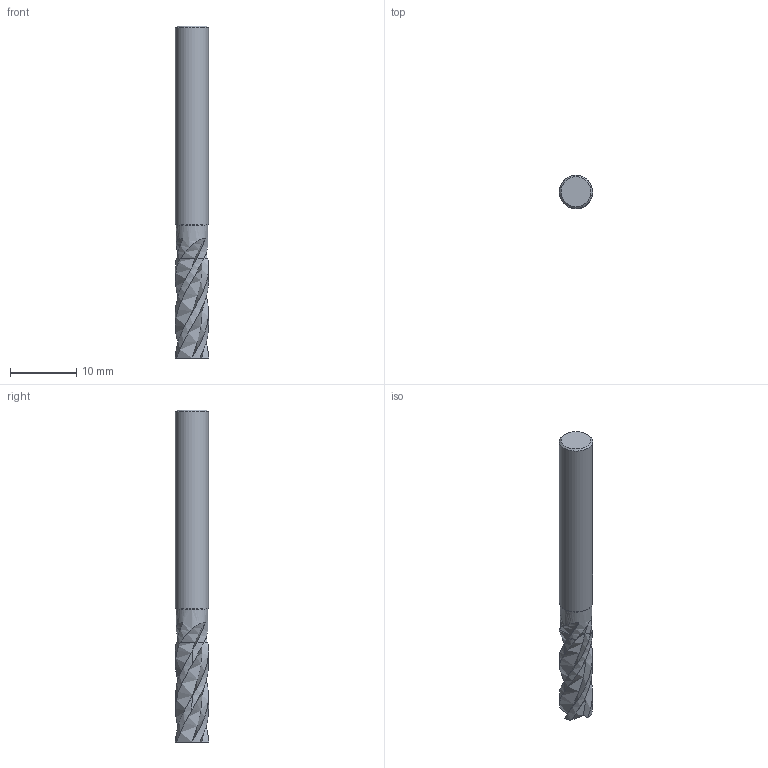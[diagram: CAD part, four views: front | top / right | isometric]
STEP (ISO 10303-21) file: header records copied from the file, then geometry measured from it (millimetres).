
FILE_DESCRIPTION(('STEP'), '1');
FILE_NAME('2540540050.stp', '2023-01-17T13:25:25', ('TDM Systems GmbH'), ('TDM Systems GmbH'), 'HarmonyWare STEP v2.1.2-dev Express v3.0.0.0', 'TDM', 'Unknown');
FILE_SCHEMA(('AUTOMOTIVE_DESIGN'));
Length unit declared in the file: millimetre
Products named in the file (1): NONE
Bounding box: 5 x 5 x 50 mm (x, y, z)
Volume: 857.4 mm3; surface area: 883.4 mm2
Topology: 2 solids, 2 shells, 30 faces, 88 edges, 68 vertices
Faces by surface type: bspline 26, plane 4
Entity records: 3556 total; most frequent: CARTESIAN_POINT 2826, ORIENTED_EDGE 166, DIRECTION 89, EDGE_CURVE 83, VERTEX_POINT 57, LINE 35, VECTOR 35, B_SPLINE_CURVE_WITH_KNOTS 33
